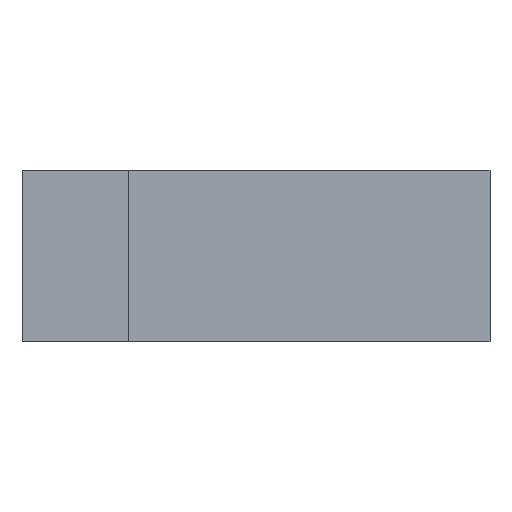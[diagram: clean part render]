
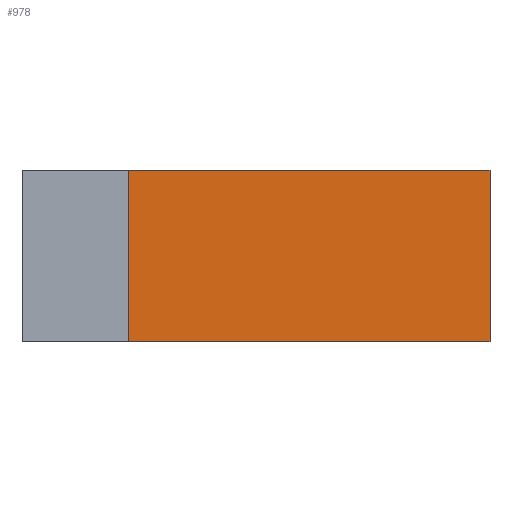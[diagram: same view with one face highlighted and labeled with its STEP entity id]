
A CAD part, front view. The second image highlights one B-rep face of the part: STEP entity #978.
In plain terms, the highlighted planar face has unit normal (0, -1, 0).
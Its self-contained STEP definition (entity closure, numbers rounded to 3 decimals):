
#105=FACE_OUTER_BOUND('',#158,.T.);
#158=EDGE_LOOP('',(#871,#872,#873,#874));
#171=LINE('',#1263,#281);
#215=LINE('',#1643,#325);
#268=LINE('',#2698,#378);
#269=LINE('',#2699,#379);
#281=VECTOR('',#1057,10.);
#325=VECTOR('',#1113,10.);
#378=VECTOR('',#1232,10.);
#379=VECTOR('',#1233,10.);
#389=VERTEX_POINT('',#1260);
#390=VERTEX_POINT('',#1262);
#438=VERTEX_POINT('',#1641);
#474=VERTEX_POINT('',#2697);
#484=EDGE_CURVE('',#389,#390,#171,.T.);
#538=EDGE_CURVE('',#438,#389,#215,.T.);
#610=EDGE_CURVE('',#438,#474,#268,.T.);
#611=EDGE_CURVE('',#474,#390,#269,.T.);
#871=ORIENTED_EDGE('',*,*,#610,.T.);
#872=ORIENTED_EDGE('',*,*,#611,.T.);
#873=ORIENTED_EDGE('',*,*,#484,.F.);
#874=ORIENTED_EDGE('',*,*,#538,.F.);
#928=PLANE('',#1037);
#978=ADVANCED_FACE('',(#105),#928,.T.);
#1037=AXIS2_PLACEMENT_3D('',#2696,#1230,#1231);
#1057=DIRECTION('',(1.,0.,0.));
#1113=DIRECTION('',(0.,0.,1.));
#1230=DIRECTION('center_axis',(0.,-1.,0.));
#1231=DIRECTION('ref_axis',(1.,0.,0.));
#1232=DIRECTION('',(1.,0.,0.));
#1233=DIRECTION('',(0.,0.,1.));
#1260=CARTESIAN_POINT('',(312.924,-245.,48.175));
#1262=CARTESIAN_POINT('',(407.924,-245.,48.175));
#1263=CARTESIAN_POINT('',(312.924,-245.,48.175));
#1641=CARTESIAN_POINT('',(312.924,-245.,3.175));
#1643=CARTESIAN_POINT('',(312.924,-245.,3.175));
#2696=CARTESIAN_POINT('Origin',(312.924,-245.,3.175));
#2697=CARTESIAN_POINT('',(407.924,-245.,3.175));
#2698=CARTESIAN_POINT('',(312.924,-245.,3.175));
#2699=CARTESIAN_POINT('',(407.924,-245.,3.175));
